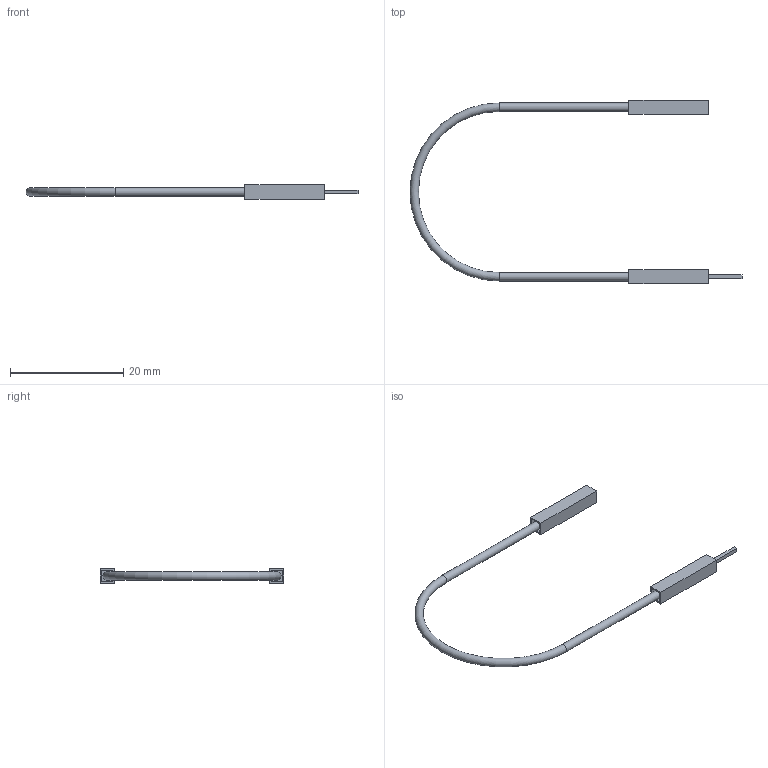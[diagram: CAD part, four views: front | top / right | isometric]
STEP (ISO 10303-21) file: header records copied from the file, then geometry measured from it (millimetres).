
FILE_DESCRIPTION(('FreeCAD Model'),'2;1');
FILE_NAME('JumperWire_Male-Female.step','2015-05-12T23:21:16',('FreeCAD'),('FreeCAD'), 'Open CASCADE STEP processor 6.5','FreeCAD','Unknown');
FILE_SCHEMA(('AUTOMOTIVE_DESIGN_CC2 { 1 2 10303 214 -1 1 5 4 }'));
Length unit declared in the file: millimetre
Products named in the file (1): JumperWireFusion
Bounding box: 58.75 x 32.5 x 2.5 mm (x, y, z)
Volume: 299.3 mm3; surface area: 1009.2 mm2
Topology: 1 solids, 1 shells, 48 faces, 107 edges, 68 vertices
Faces by surface type: plane 45, cylinder 2, torus 1
Full cylindrical faces by diameter (mm): 1.5 x2
Entity records: 3025 total; most frequent: CARTESIAN_POINT 459, DIRECTION 408, LINE 299, VECTOR 299, ORIENTED_EDGE 214, PCURVE 214, DEFINITIONAL_REPRESENTATION 214, EDGE_CURVE 107
